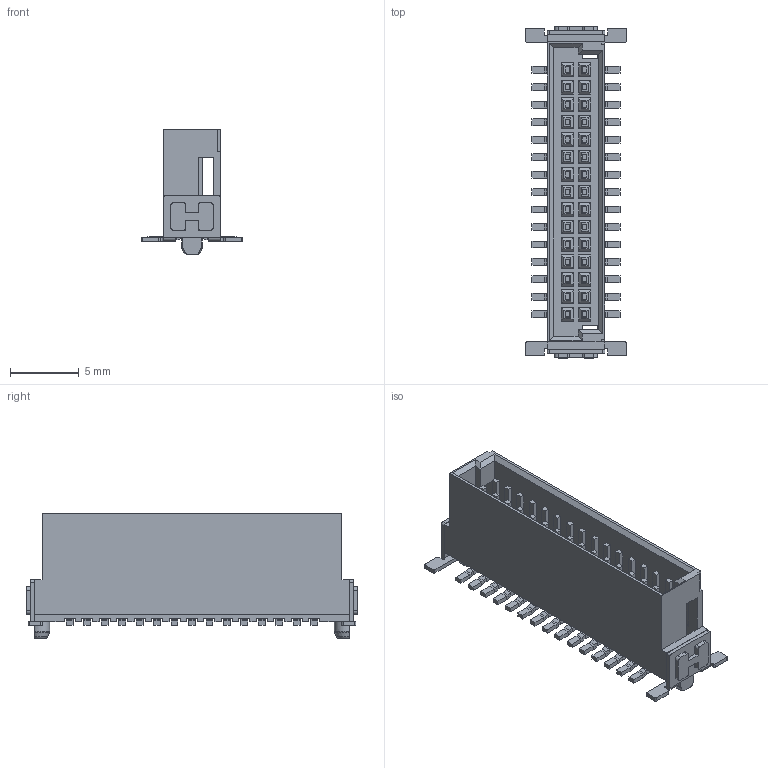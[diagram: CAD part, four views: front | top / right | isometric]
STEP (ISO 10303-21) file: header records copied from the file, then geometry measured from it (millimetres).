
FILE_DESCRIPTION(/* description */ (''),/* implementation_level */ '2;1');
FILE_NAME(/* name */ '100210862ugm000_b.stp',/* time_stamp */ '2014-01-03T14:35:27+01:00',/* author */ (''),/* organization */ (''),/* preprocessor_version */ 'ST-DEVELOPER v15',/* originating_system */ 'SIEMENS PLM Software NX 8.5',/* authorisation */ '');
FILE_SCHEMA (('AUTOMOTIVE_DESIGN { 1 0 10303 214 3 1 1 1 }'));
Length unit declared in the file: millimetre
Products named in the file (1): 100210862ugm000_b
Bounding box: 7.4 x 24.13 x 9.08 mm (x, y, z)
Volume: 400.7 mm3; surface area: 1283.7 mm2
Topology: 63 solids, 63 shells, 1281 faces, 2876 edges, 1744 vertices
Faces by surface type: plane 1015, bspline 190, cylinder 70, cone 6
Entity records: 37365 total; most frequent: CARTESIAN_POINT 9624, ORIENTED_EDGE 5752, DIRECTION 4763, EDGE_CURVE 2876, LINE 2299, VECTOR 2299, VERTEX_POINT 1744, EDGE_LOOP 1316
